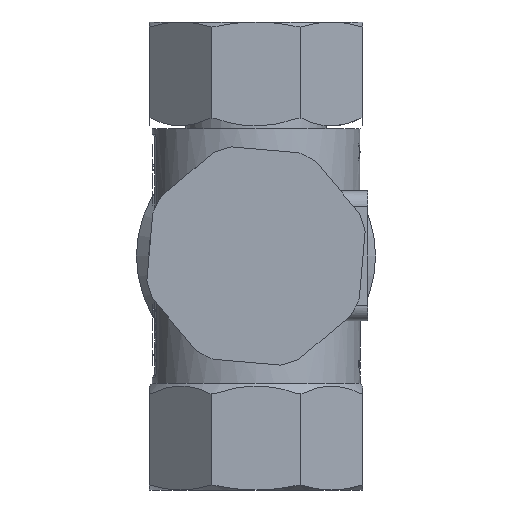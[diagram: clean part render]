
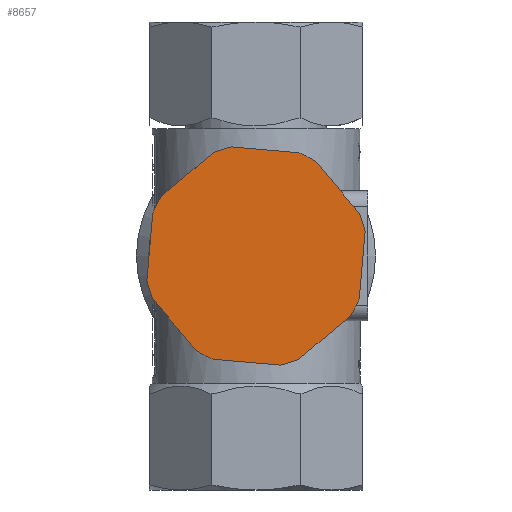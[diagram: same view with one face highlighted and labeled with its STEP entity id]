
A CAD part, front view. The second image highlights one B-rep face of the part: STEP entity #8657.
In plain terms, the highlighted planar face has unit normal (0, -1, 0).
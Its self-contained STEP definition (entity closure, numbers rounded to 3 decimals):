
#8166=DIRECTION('',(-0.087,0.,-0.996));
#8167=VECTOR('',#8166,12.961);
#8168=CARTESIAN_POINT('',(-32.436,-42.982,
98.23));
#8169=LINE('',#8168,#8167);
#8170=CARTESIAN_POINT('',(-12.573,-42.982,90.));
#8171=DIRECTION('',(0.,-1.,0.));
#8172=DIRECTION('',(-0.844,0.,0.536));
#8173=AXIS2_PLACEMENT_3D('',#8170,#8171,#8172);
#8175=DIRECTION('',(-0.766,0.,-0.643));
#8176=VECTOR('',#8175,12.961);
#8177=CARTESIAN_POINT('',(-20.799,-42.982,
109.864));
#8178=LINE('',#8177,#8176);
#8179=CARTESIAN_POINT('',(-12.573,-42.982,90.));
#8180=DIRECTION('',(0.,-1.,0.));
#8181=DIRECTION('',(-0.218,0.,0.976));
#8182=AXIS2_PLACEMENT_3D('',#8179,#8180,#8181);
#8184=DIRECTION('',(-0.996,0.,0.087));
#8185=VECTOR('',#8184,12.961);
#8186=CARTESIAN_POINT('',(-4.343,-42.982,
109.862));
#8187=LINE('',#8186,#8185);
#8188=CARTESIAN_POINT('',(-12.573,-42.982,90.));
#8189=DIRECTION('',(0.,-1.,0.));
#8190=DIRECTION('',(0.536,0.,0.844));
#8191=AXIS2_PLACEMENT_3D('',#8188,#8189,#8190);
#8193=DIRECTION('',(-0.643,0.,0.766));
#8194=VECTOR('',#8193,12.961);
#8195=CARTESIAN_POINT('',(7.291,-42.982,98.225));
#8196=LINE('',#8195,#8194);
#8197=CARTESIAN_POINT('',(-12.573,-42.982,90.));
#8198=DIRECTION('',(0.,-1.,0.));
#8199=DIRECTION('',(0.976,0.,0.218));
#8200=AXIS2_PLACEMENT_3D('',#8197,#8198,#8199);
#8202=DIRECTION('',(0.087,0.,0.996));
#8203=VECTOR('',#8202,12.961);
#8204=CARTESIAN_POINT('',(7.289,-42.982,81.77));
#8205=LINE('',#8204,#8203);
#8206=CARTESIAN_POINT('',(-12.573,-42.982,90.));
#8207=DIRECTION('',(0.,-1.,0.));
#8208=DIRECTION('',(0.844,0.,-0.536));
#8209=AXIS2_PLACEMENT_3D('',#8206,#8207,#8208);
#8211=DIRECTION('',(0.766,0.,0.643));
#8212=VECTOR('',#8211,12.961);
#8213=CARTESIAN_POINT('',(-4.348,-42.982,
70.136));
#8214=LINE('',#8213,#8212);
#8215=CARTESIAN_POINT('',(-12.573,-42.982,90.));
#8216=DIRECTION('',(0.,-1.,0.));
#8217=DIRECTION('',(0.218,0.,-0.976));
#8218=AXIS2_PLACEMENT_3D('',#8215,#8216,#8217);
#8220=DIRECTION('',(0.996,0.,-0.087));
#8221=VECTOR('',#8220,12.961);
#8222=CARTESIAN_POINT('',(-20.804,-42.982,
70.138));
#8223=LINE('',#8222,#8221);
#8224=CARTESIAN_POINT('',(-12.573,-42.982,90.));
#8225=DIRECTION('',(0.,-1.,0.));
#8226=DIRECTION('',(-0.536,0.,-0.844));
#8227=AXIS2_PLACEMENT_3D('',#8224,#8225,#8226);
#8229=DIRECTION('',(0.643,0.,-0.766));
#8230=VECTOR('',#8229,12.961);
#8231=CARTESIAN_POINT('',(-32.438,-42.982,
81.775));
#8232=LINE('',#8231,#8230);
#8233=CARTESIAN_POINT('',(-12.573,-42.982,90.));
#8234=DIRECTION('',(0.,-1.,0.));
#8235=DIRECTION('',(-0.976,0.,-0.218));
#8236=AXIS2_PLACEMENT_3D('',#8233,#8234,#8235);
#8288=CARTESIAN_POINT('',(-32.438,-42.982,
81.775));
#8289=CARTESIAN_POINT('',(-24.1,-42.982,
71.851));
#8290=VERTEX_POINT('',#8288);
#8291=VERTEX_POINT('',#8289);
#8293=CARTESIAN_POINT('',(-20.799,-42.982,
109.864));
#8295=VERTEX_POINT('',#8293);
#8296=CARTESIAN_POINT('',(7.289,-42.982,81.77));
#8297=CARTESIAN_POINT('',(8.41,-42.982,94.683));
#8298=VERTEX_POINT('',#8296);
#8299=VERTEX_POINT('',#8297);
#8320=CARTESIAN_POINT('',(-30.722,-42.982,
101.527));
#8321=VERTEX_POINT('',#8320);
#8326=CARTESIAN_POINT('',(-20.804,-42.982,
70.138));
#8327=CARTESIAN_POINT('',(-7.891,-42.982,
69.016));
#8328=VERTEX_POINT('',#8326);
#8329=VERTEX_POINT('',#8327);
#8332=CARTESIAN_POINT('',(-32.436,-42.982,
98.23));
#8333=VERTEX_POINT('',#8332);
#8334=CARTESIAN_POINT('',(-33.557,-42.982,
85.317));
#8335=VERTEX_POINT('',#8334);
#8336=CARTESIAN_POINT('',(-1.047,-42.982,
108.149));
#8337=CARTESIAN_POINT('',(-4.343,-42.982,
109.862));
#8338=VERTEX_POINT('',#8336);
#8339=VERTEX_POINT('',#8337);
#8340=CARTESIAN_POINT('',(-17.256,-42.982,
110.984));
#8341=VERTEX_POINT('',#8340);
#8344=CARTESIAN_POINT('',(-4.348,-42.982,
70.136));
#8345=VERTEX_POINT('',#8344);
#8354=CARTESIAN_POINT('',(7.291,-42.982,98.225));
#8355=VERTEX_POINT('',#8354);
#8360=CARTESIAN_POINT('',(5.576,-42.982,78.473));
#8361=VERTEX_POINT('',#8360);
#8634=CARTESIAN_POINT('',(3.006,-42.982,103.324));
#8635=DIRECTION('',(0.,1.,0.));
#8636=DIRECTION('',(-0.76,0.,-0.65));
#8637=AXIS2_PLACEMENT_3D('',#8634,#8635,#8636);
#8638=PLANE('',#8637);
#8639=ORIENTED_EDGE('',*,*,#8628,.F.);
#8640=ORIENTED_EDGE('',*,*,#8373,.F.);
#8641=ORIENTED_EDGE('',*,*,#8433,.F.);
#8642=ORIENTED_EDGE('',*,*,#8447,.F.);
#8643=ORIENTED_EDGE('',*,*,#8461,.F.);
#8644=ORIENTED_EDGE('',*,*,#8475,.F.);
#8645=ORIENTED_EDGE('',*,*,#8489,.F.);
#8646=ORIENTED_EDGE('',*,*,#8503,.F.);
#8647=ORIENTED_EDGE('',*,*,#8517,.F.);
#8648=ORIENTED_EDGE('',*,*,#8531,.F.);
#8649=ORIENTED_EDGE('',*,*,#8545,.F.);
#8650=ORIENTED_EDGE('',*,*,#8559,.F.);
#8651=ORIENTED_EDGE('',*,*,#8573,.F.);
#8652=ORIENTED_EDGE('',*,*,#8587,.F.);
#8653=ORIENTED_EDGE('',*,*,#8601,.F.);
#8654=ORIENTED_EDGE('',*,*,#8615,.F.);
#8655=EDGE_LOOP('',(#8639,#8640,#8641,#8642,#8643,#8644,#8645,#8646,#8647,#8648,
#8649,#8650,#8651,#8652,#8653,#8654));
#8656=FACE_OUTER_BOUND('',#8655,.F.);
#8657=ADVANCED_FACE('',(#8656),#8638,.F.);
#8174=CIRCLE('',#8173,21.5);
#8183=CIRCLE('',#8182,21.5);
#8192=CIRCLE('',#8191,21.5);
#8201=CIRCLE('',#8200,21.5);
#8210=CIRCLE('',#8209,21.5);
#8219=CIRCLE('',#8218,21.5);
#8228=CIRCLE('',#8227,21.5);
#8237=CIRCLE('',#8236,21.5);
#8373=EDGE_CURVE('',#8321,#8333,#8174,.T.);
#8433=EDGE_CURVE('',#8295,#8321,#8178,.T.);
#8447=EDGE_CURVE('',#8341,#8295,#8183,.T.);
#8461=EDGE_CURVE('',#8339,#8341,#8187,.T.);
#8475=EDGE_CURVE('',#8338,#8339,#8192,.T.);
#8489=EDGE_CURVE('',#8355,#8338,#8196,.T.);
#8503=EDGE_CURVE('',#8299,#8355,#8201,.T.);
#8517=EDGE_CURVE('',#8298,#8299,#8205,.T.);
#8531=EDGE_CURVE('',#8361,#8298,#8210,.T.);
#8545=EDGE_CURVE('',#8345,#8361,#8214,.T.);
#8559=EDGE_CURVE('',#8329,#8345,#8219,.T.);
#8573=EDGE_CURVE('',#8328,#8329,#8223,.T.);
#8587=EDGE_CURVE('',#8291,#8328,#8228,.T.);
#8601=EDGE_CURVE('',#8290,#8291,#8232,.T.);
#8615=EDGE_CURVE('',#8335,#8290,#8237,.T.);
#8628=EDGE_CURVE('',#8333,#8335,#8169,.T.);
